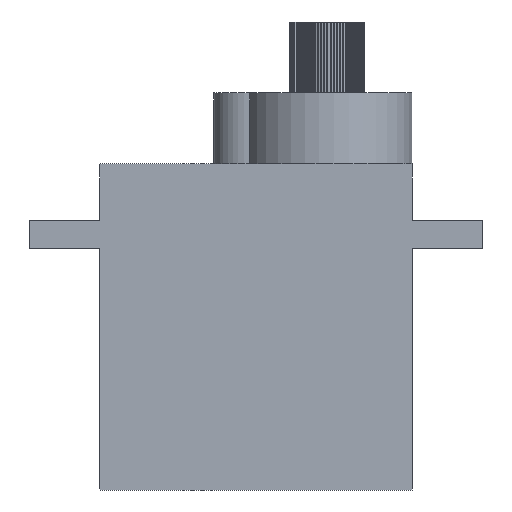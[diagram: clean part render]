
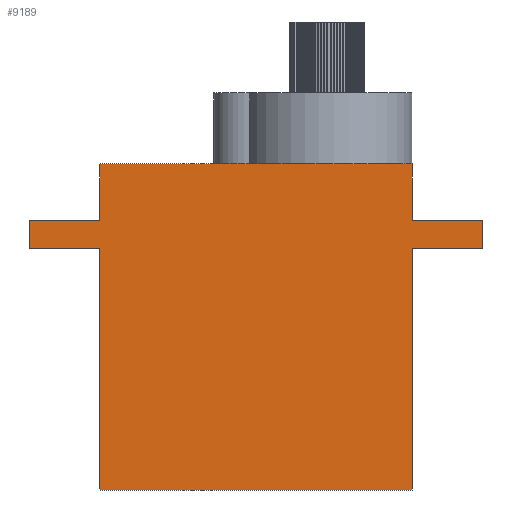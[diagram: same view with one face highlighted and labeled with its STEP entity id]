
A CAD part, front view. The second image highlights one B-rep face of the part: STEP entity #9189.
In plain terms, the highlighted planar face has unit normal (0, -1, 0).
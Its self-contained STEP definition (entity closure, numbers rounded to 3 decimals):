
#686=FACE_OUTER_BOUND('',#1136,.T.);
#1136=EDGE_LOOP('',(#8335,#8336,#8337,#8338,#8339,#8340,#8341,#8342,#8343,
#8344,#8345,#8346));
#2278=LINE('',#14757,#3457);
#2279=LINE('',#14760,#3458);
#2284=LINE('',#14769,#3463);
#2287=LINE('',#14775,#3466);
#2297=LINE('',#14802,#3476);
#2304=LINE('',#14814,#3483);
#2305=LINE('',#14817,#3484);
#2310=LINE('',#14826,#3489);
#2311=LINE('',#14829,#3490);
#2314=LINE('',#14834,#3493);
#2315=LINE('',#14836,#3494);
#2316=LINE('',#14837,#3495);
#3457=VECTOR('',#12102,10.);
#3458=VECTOR('',#12105,10.);
#3463=VECTOR('',#12112,10.);
#3466=VECTOR('',#12117,10.);
#3476=VECTOR('',#12139,10.);
#3483=VECTOR('',#12150,10.);
#3484=VECTOR('',#12153,10.);
#3489=VECTOR('',#12160,10.);
#3490=VECTOR('',#12163,10.);
#3493=VECTOR('',#12168,10.);
#3494=VECTOR('',#12169,10.);
#3495=VECTOR('',#12170,10.);
#4356=VERTEX_POINT('',#14753);
#4357=VERTEX_POINT('',#14755);
#4358=VERTEX_POINT('',#14759);
#4361=VERTEX_POINT('',#14767);
#4363=VERTEX_POINT('',#14773);
#4373=VERTEX_POINT('',#14799);
#4374=VERTEX_POINT('',#14801);
#4377=VERTEX_POINT('',#14812);
#4378=VERTEX_POINT('',#14816);
#4381=VERTEX_POINT('',#14824);
#4382=VERTEX_POINT('',#14828);
#4384=VERTEX_POINT('',#14835);
#5670=EDGE_CURVE('',#4356,#4357,#2278,.T.);
#5671=EDGE_CURVE('',#4356,#4358,#2279,.T.);
#5676=EDGE_CURVE('',#4361,#4357,#2284,.T.);
#5679=EDGE_CURVE('',#4363,#4361,#2287,.T.);
#5691=EDGE_CURVE('',#4373,#4374,#2297,.T.);
#5698=EDGE_CURVE('',#4373,#4377,#2304,.T.);
#5699=EDGE_CURVE('',#4374,#4378,#2305,.T.);
#5704=EDGE_CURVE('',#4377,#4381,#2310,.T.);
#5705=EDGE_CURVE('',#4382,#4378,#2311,.T.);
#5708=EDGE_CURVE('',#4363,#4382,#2314,.T.);
#5709=EDGE_CURVE('',#4384,#4381,#2315,.T.);
#5710=EDGE_CURVE('',#4358,#4384,#2316,.T.);
#8335=ORIENTED_EDGE('',*,*,#5708,.T.);
#8336=ORIENTED_EDGE('',*,*,#5705,.T.);
#8337=ORIENTED_EDGE('',*,*,#5699,.F.);
#8338=ORIENTED_EDGE('',*,*,#5691,.F.);
#8339=ORIENTED_EDGE('',*,*,#5698,.T.);
#8340=ORIENTED_EDGE('',*,*,#5704,.T.);
#8341=ORIENTED_EDGE('',*,*,#5709,.F.);
#8342=ORIENTED_EDGE('',*,*,#5710,.F.);
#8343=ORIENTED_EDGE('',*,*,#5671,.F.);
#8344=ORIENTED_EDGE('',*,*,#5670,.T.);
#8345=ORIENTED_EDGE('',*,*,#5676,.F.);
#8346=ORIENTED_EDGE('',*,*,#5679,.F.);
#8741=PLANE('',#9801);
#9189=ADVANCED_FACE('',(#686),#8741,.T.);
#9801=AXIS2_PLACEMENT_3D('',#14833,#12166,#12167);
#12102=DIRECTION('',(0.,0.,-1.));
#12105=DIRECTION('',(1.,0.,0.));
#12112=DIRECTION('',(-1.,0.,0.));
#12117=DIRECTION('',(0.,0.,1.));
#12139=DIRECTION('',(0.,0.,-1.));
#12150=DIRECTION('',(-1.,0.,0.));
#12153=DIRECTION('',(-1.,0.,0.));
#12160=DIRECTION('',(0.,0.,1.));
#12163=DIRECTION('',(0.,0.,1.));
#12166=DIRECTION('center_axis',(0.,-1.,0.));
#12167=DIRECTION('ref_axis',(1.,0.,0.));
#12168=DIRECTION('',(1.,0.,0.));
#12169=DIRECTION('',(1.,0.,0.));
#12170=DIRECTION('',(0.,0.,1.));
#14753=CARTESIAN_POINT('',(-16.,-6.,19.));
#14755=CARTESIAN_POINT('',(-16.,-6.,17.));
#14757=CARTESIAN_POINT('',(-16.,-6.,19.));
#14759=CARTESIAN_POINT('',(-11.,-6.,19.));
#14760=CARTESIAN_POINT('',(-16.,-6.,19.));
#14767=CARTESIAN_POINT('',(-11.,-6.,17.));
#14769=CARTESIAN_POINT('',(-16.,-6.,17.));
#14773=CARTESIAN_POINT('',(-11.,-6.,0.));
#14775=CARTESIAN_POINT('',(-11.,-6.,0.));
#14799=CARTESIAN_POINT('',(16.,-6.,19.));
#14801=CARTESIAN_POINT('',(16.,-6.,17.));
#14802=CARTESIAN_POINT('',(16.,-6.,19.));
#14812=CARTESIAN_POINT('',(11.,-6.,19.));
#14814=CARTESIAN_POINT('',(16.,-6.,19.));
#14816=CARTESIAN_POINT('',(11.,-6.,17.));
#14817=CARTESIAN_POINT('',(16.,-6.,17.));
#14824=CARTESIAN_POINT('',(11.,-6.,23.));
#14826=CARTESIAN_POINT('',(11.,-6.,0.));
#14828=CARTESIAN_POINT('',(11.,-6.,0.));
#14829=CARTESIAN_POINT('',(11.,-6.,0.));
#14833=CARTESIAN_POINT('Origin',(-11.,-6.,0.));
#14834=CARTESIAN_POINT('',(-11.,-6.,0.));
#14835=CARTESIAN_POINT('',(-11.,-6.,23.));
#14836=CARTESIAN_POINT('',(-11.,-6.,23.));
#14837=CARTESIAN_POINT('',(-11.,-6.,0.));
